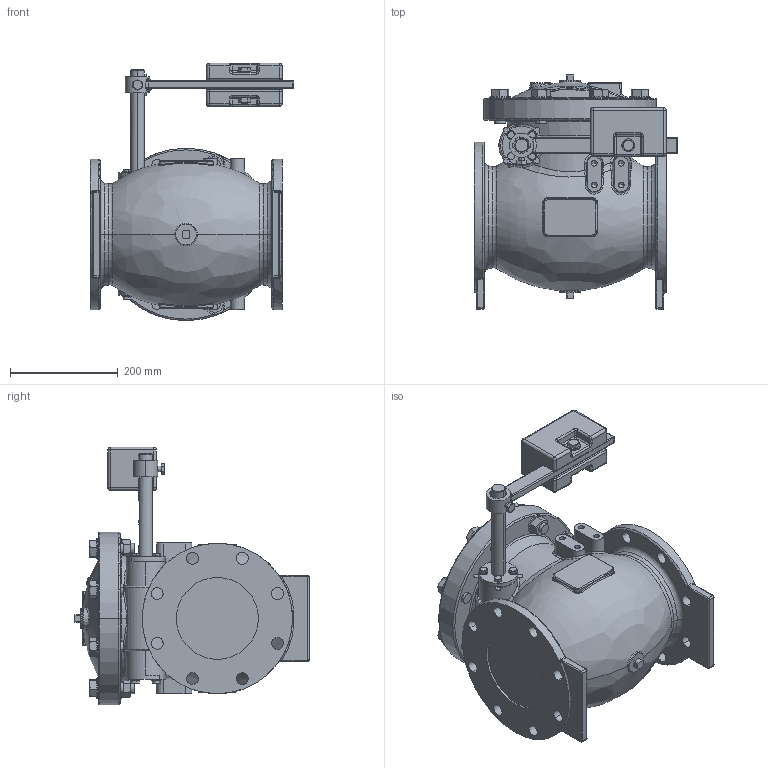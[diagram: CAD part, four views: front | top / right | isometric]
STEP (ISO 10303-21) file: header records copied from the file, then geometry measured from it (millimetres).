
FILE_DESCRIPTION((''),'2;1');
FILE_NAME('7806LW_SW0001','2023-10-25T13:22:28',('jlesh'),(''),'CREO PARAMETRIC BY PTC INC, 2023072','CREO PARAMETRIC BY PTC INC, 2023072','');
FILE_SCHEMA(('AUTOMOTIVE_DESIGN { 1 0 10303 214 1 1 1 1 }'));
Products named in the file (1): 7806LW_SW0001
Bounding box: 378 x 434.16 x 477.5 mm (x, y, z)
Volume: 25313230.5 mm3; surface area: 909113.4 mm2
Topology: 3 solids, 4 shells, 1291 faces, 3059 edges, 1822 vertices
Faces by surface type: plane 441, cylinder 342, cone 217, bspline 167, torus 104, sphere 20
Entity records: 59457 total; most frequent: CARTESIAN_POINT 25173, ORIENTED_EDGE 6082, DIRECTION 5917, EDGE_CURVE 3041, AXIS2_PLACEMENT_3D 2441, VERTEX_POINT 1822, EDGE_LOOP 1419, COLOUR_RGB 1332
